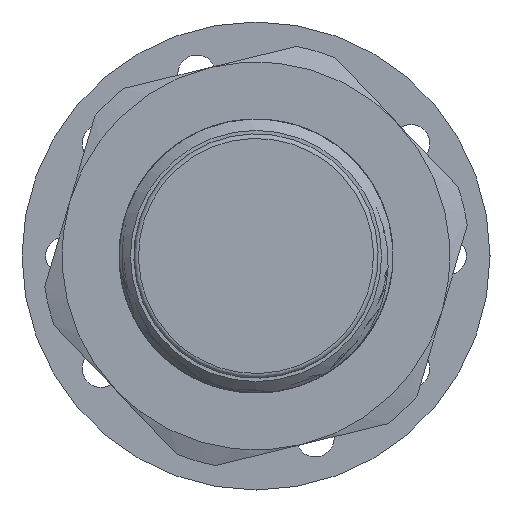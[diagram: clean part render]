
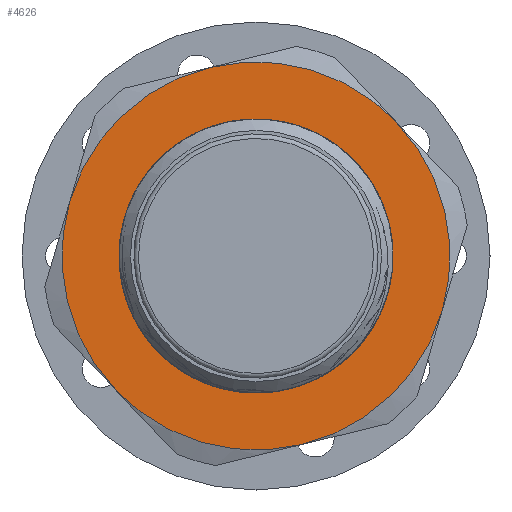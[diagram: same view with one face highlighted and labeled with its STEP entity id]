
A CAD part, left-side view. The second image highlights one B-rep face of the part: STEP entity #4626.
In plain terms, the highlighted planar face has unit normal (-1, 0, 0).
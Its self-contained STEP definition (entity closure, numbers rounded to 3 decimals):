
#1268=ORIENTED_EDGE('',*,*,#2336,.T.);
#1269=ORIENTED_EDGE('',*,*,#2337,.F.);
#1270=ORIENTED_EDGE('',*,*,#2338,.F.);
#1271=ORIENTED_EDGE('',*,*,#2339,.F.);
#1272=ORIENTED_EDGE('',*,*,#2340,.F.);
#1273=ORIENTED_EDGE('',*,*,#2341,.F.);
#1274=ORIENTED_EDGE('',*,*,#2342,.F.);
#2336=EDGE_CURVE('',#2921,#2921,#3299,.T.);
#2337=EDGE_CURVE('',#2902,#2908,#3300,.T.);
#2338=EDGE_CURVE('',#2896,#2902,#3301,.T.);
#2339=EDGE_CURVE('',#2890,#2896,#3302,.T.);
#2340=EDGE_CURVE('',#2920,#2890,#3303,.T.);
#2341=EDGE_CURVE('',#2914,#2920,#3304,.T.);
#2342=EDGE_CURVE('',#2908,#2914,#3305,.T.);
#2890=VERTEX_POINT('',#12947);
#2896=VERTEX_POINT('',#12972);
#2902=VERTEX_POINT('',#12997);
#2908=VERTEX_POINT('',#13022);
#2914=VERTEX_POINT('',#13047);
#2920=VERTEX_POINT('',#13072);
#2921=VERTEX_POINT('',#13079);
#3299=CIRCLE('',#5385,5.959);
#3300=CIRCLE('',#5386,8.5);
#3301=CIRCLE('',#5387,8.5);
#3302=CIRCLE('',#5388,8.5);
#3303=CIRCLE('',#5389,8.5);
#3304=CIRCLE('',#5390,8.5);
#3305=CIRCLE('',#5391,8.5);
#3652=EDGE_LOOP('',(#1268));
#3653=EDGE_LOOP('',(#1269,#1270,#1271,#1272,#1273,#1274));
#4105=FACE_BOUND('',#3652,.T.);
#4106=FACE_BOUND('',#3653,.T.);
#4404=PLANE('',#5384);
#4626=ADVANCED_FACE('',(#4105,#4106),#4404,.F.);
#5384=AXIS2_PLACEMENT_3D('',#13077,#6212,#6213);
#5385=AXIS2_PLACEMENT_3D('',#13078,#6214,#6215);
#5386=AXIS2_PLACEMENT_3D('',#13080,#6216,#6217);
#5387=AXIS2_PLACEMENT_3D('',#13081,#6218,#6219);
#5388=AXIS2_PLACEMENT_3D('',#13082,#6220,#6221);
#5389=AXIS2_PLACEMENT_3D('',#13083,#6222,#6223);
#5390=AXIS2_PLACEMENT_3D('',#13084,#6224,#6225);
#5391=AXIS2_PLACEMENT_3D('',#13085,#6226,#6227);
#6212=DIRECTION('',(1.,0.,0.));
#6213=DIRECTION('',(0.,0.,-1.));
#6214=DIRECTION('',(1.,0.,0.));
#6215=DIRECTION('',(0.,0.,-1.));
#6216=DIRECTION('',(1.,0.,0.));
#6217=DIRECTION('',(0.,0.,-1.));
#6218=DIRECTION('',(1.,0.,0.));
#6219=DIRECTION('',(0.,0.,-1.));
#6220=DIRECTION('',(1.,0.,0.));
#6221=DIRECTION('',(0.,0.,-1.));
#6222=DIRECTION('',(1.,0.,0.));
#6223=DIRECTION('',(0.,0.,-1.));
#6224=DIRECTION('',(1.,0.,0.));
#6225=DIRECTION('',(0.,0.,-1.));
#6226=DIRECTION('',(1.,0.,0.));
#6227=DIRECTION('',(0.,0.,-1.));
#12947=CARTESIAN_POINT('',(-3.,-4.25,-7.361));
#12972=CARTESIAN_POINT('',(-3.,4.25,-7.361));
#12997=CARTESIAN_POINT('',(-3.,8.5,0.));
#13022=CARTESIAN_POINT('',(-3.,4.25,7.361));
#13047=CARTESIAN_POINT('',(-3.,-4.25,7.361));
#13072=CARTESIAN_POINT('',(-3.,-8.5,0.));
#13077=CARTESIAN_POINT('',(-3.,0.,0.));
#13078=CARTESIAN_POINT('',(-3.,0.,0.));
#13079=CARTESIAN_POINT('',(-3.,0.,-5.959));
#13080=CARTESIAN_POINT('',(-3.,0.,0.));
#13081=CARTESIAN_POINT('',(-3.,0.,0.));
#13082=CARTESIAN_POINT('',(-3.,0.,0.));
#13083=CARTESIAN_POINT('',(-3.,0.,0.));
#13084=CARTESIAN_POINT('',(-3.,0.,0.));
#13085=CARTESIAN_POINT('',(-3.,0.,0.));
